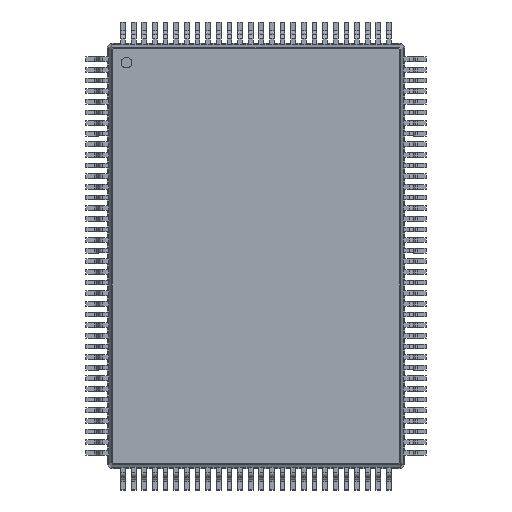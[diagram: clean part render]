
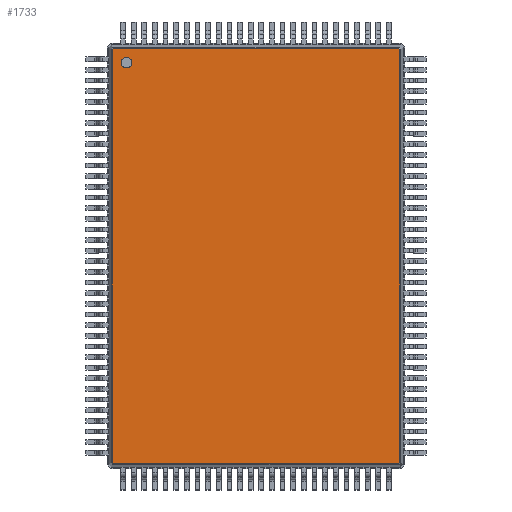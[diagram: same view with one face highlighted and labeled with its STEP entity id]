
A CAD part, top view. The second image highlights one B-rep face of the part: STEP entity #1733.
In plain terms, the highlighted planar face has unit normal (0, 0, 1).
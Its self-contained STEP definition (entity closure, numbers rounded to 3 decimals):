
#13=DIRECTION('',(0.,0.,1.));
#43=CARTESIAN_POINT('',(-6.718,9.787,1.5));
#289=VERTEX_POINT('',#290);
#290=CARTESIAN_POINT('',(-6.702,9.746,1.5));
#307=EDGE_CURVE('',#289,#308,#310,.T.);
#308=VERTEX_POINT('',#309);
#309=CARTESIAN_POINT('',(6.702,9.746,1.5));
#310=B_SPLINE_CURVE_WITH_KNOTS('',2,(#311,#312,#313,#314,#315),.UNSPECIFIED.,.F.,.F.,(3,1,1,3),(-0.698,-0.04,13.477,14.135),.UNSPECIFIED.);
#311=CARTESIAN_POINT('',(-7.417,9.746,1.5));
#312=CARTESIAN_POINT('',(-7.088,9.746,1.5));
#313=CARTESIAN_POINT('',(0.,9.746,1.5));
#314=CARTESIAN_POINT('',(7.088,9.746,1.5));
#315=CARTESIAN_POINT('',(7.417,9.746,1.5));
#1312=DIRECTION('',(0.,-1.,0.));
#1675=EDGE_CURVE('',#308,#1676,#1678,.T.);
#1676=VERTEX_POINT('',#1677);
#1677=CARTESIAN_POINT('',(6.746,9.702,1.5));
#1678=B_SPLINE_CURVE_WITH_KNOTS('',2,(#1679,#1680,#1681,#1682,#1683),.UNSPECIFIED.,.F.,.F.,(3,1,1,3),(-0.345,-0.04,0.137,0.441),.UNSPECIFIED.);
#1679=CARTESIAN_POINT('',(6.446,10.002,1.5));
#1680=CARTESIAN_POINT('',(6.554,9.895,1.5));
#1681=CARTESIAN_POINT('',(6.724,9.724,1.5));
#1682=CARTESIAN_POINT('',(6.895,9.554,1.5));
#1683=CARTESIAN_POINT('',(7.002,9.446,1.5));
#1706=VERTEX_POINT('',#1707);
#1707=CARTESIAN_POINT('',(-6.746,9.702,1.5));
#1719=EDGE_CURVE('',#1706,#289,#1720,.T.);
#1720=B_SPLINE_CURVE_WITH_KNOTS('',2,(#1721,#1722,#1723,#1724,#1725),.UNSPECIFIED.,.F.,.F.,(3,1,1,3),(-0.345,-0.04,0.137,0.441),.UNSPECIFIED.);
#1721=CARTESIAN_POINT('',(-7.002,9.446,1.5));
#1722=CARTESIAN_POINT('',(-6.895,9.554,1.5));
#1723=CARTESIAN_POINT('',(-6.724,9.724,1.5));
#1724=CARTESIAN_POINT('',(-6.554,9.895,1.5));
#1725=CARTESIAN_POINT('',(-6.446,10.002,1.5));
#1733=ADVANCED_FACE('',(#1734,#1787),#1797,.T.);
#1734=FACE_BOUND('',#1735,.T.);
#1735=EDGE_LOOP('',(#1736,#1737,#1738,#1748,#1758,#1768,#1778,#1786));
#1736=ORIENTED_EDGE('',*,*,#307,.F.);
#1737=ORIENTED_EDGE('',*,*,#1719,.F.);
#1738=ORIENTED_EDGE('',*,*,#1739,.F.);
#1739=EDGE_CURVE('',#1740,#1706,#1742,.T.);
#1740=VERTEX_POINT('',#1741);
#1741=CARTESIAN_POINT('',(-6.746,-9.702,1.5));
#1742=B_SPLINE_CURVE_WITH_KNOTS('',2,(#1743,#1744,#1745,#1746,#1747),.UNSPECIFIED.,.F.,.F.,(3,1,1,3),(-0.992,-0.04,19.477,20.429),.UNSPECIFIED.);
#1743=CARTESIAN_POINT('',(-6.746,-10.711,1.5));
#1744=CARTESIAN_POINT('',(-6.746,-10.235,1.5));
#1745=CARTESIAN_POINT('',(-6.746,0.,1.5));
#1746=CARTESIAN_POINT('',(-6.746,10.235,1.5));
#1747=CARTESIAN_POINT('',(-6.746,10.711,1.5));
#1748=ORIENTED_EDGE('',*,*,#1749,.F.);
#1749=EDGE_CURVE('',#1750,#1740,#1752,.T.);
#1750=VERTEX_POINT('',#1751);
#1751=CARTESIAN_POINT('',(-6.702,-9.746,1.5));
#1752=B_SPLINE_CURVE_WITH_KNOTS('',2,(#1753,#1754,#1755,#1756,#1757),.UNSPECIFIED.,.F.,.F.,(3,1,1,3),(-0.345,-0.04,0.137,0.441),.UNSPECIFIED.);
#1753=CARTESIAN_POINT('',(-6.446,-10.002,1.5));
#1754=CARTESIAN_POINT('',(-6.554,-9.895,1.5));
#1755=CARTESIAN_POINT('',(-6.724,-9.724,1.5));
#1756=CARTESIAN_POINT('',(-6.895,-9.554,1.5));
#1757=CARTESIAN_POINT('',(-7.002,-9.446,1.5));
#1758=ORIENTED_EDGE('',*,*,#1759,.F.);
#1759=EDGE_CURVE('',#1760,#1750,#1762,.T.);
#1760=VERTEX_POINT('',#1761);
#1761=CARTESIAN_POINT('',(6.702,-9.746,1.5));
#1762=B_SPLINE_CURVE_WITH_KNOTS('',2,(#1763,#1764,#1765,#1766,#1767),.UNSPECIFIED.,.F.,.F.,(3,1,1,3),(-0.698,-0.04,13.477,14.135),.UNSPECIFIED.);
#1763=CARTESIAN_POINT('',(7.417,-9.746,1.5));
#1764=CARTESIAN_POINT('',(7.088,-9.746,1.5));
#1765=CARTESIAN_POINT('',(0.,-9.746,1.5));
#1766=CARTESIAN_POINT('',(-7.088,-9.746,1.5));
#1767=CARTESIAN_POINT('',(-7.417,-9.746,1.5));
#1768=ORIENTED_EDGE('',*,*,#1769,.F.);
#1769=EDGE_CURVE('',#1770,#1760,#1772,.T.);
#1770=VERTEX_POINT('',#1771);
#1771=CARTESIAN_POINT('',(6.746,-9.702,1.5));
#1772=B_SPLINE_CURVE_WITH_KNOTS('',2,(#1773,#1774,#1775,#1776,#1777),.UNSPECIFIED.,.F.,.F.,(3,1,1,3),(-0.345,-0.04,0.137,0.441),.UNSPECIFIED.);
#1773=CARTESIAN_POINT('',(7.002,-9.446,1.5));
#1774=CARTESIAN_POINT('',(6.895,-9.554,1.5));
#1775=CARTESIAN_POINT('',(6.724,-9.724,1.5));
#1776=CARTESIAN_POINT('',(6.554,-9.895,1.5));
#1777=CARTESIAN_POINT('',(6.446,-10.002,1.5));
#1778=ORIENTED_EDGE('',*,*,#1779,.F.);
#1779=EDGE_CURVE('',#1676,#1770,#1780,.T.);
#1780=B_SPLINE_CURVE_WITH_KNOTS('',2,(#1781,#1782,#1783,#1784,#1785),.UNSPECIFIED.,.F.,.F.,(3,1,1,3),(-0.992,-0.04,19.477,20.429),.UNSPECIFIED.);
#1781=CARTESIAN_POINT('',(6.746,10.711,1.5));
#1782=CARTESIAN_POINT('',(6.746,10.235,1.5));
#1783=CARTESIAN_POINT('',(6.746,0.,1.5));
#1784=CARTESIAN_POINT('',(6.746,-10.235,1.5));
#1785=CARTESIAN_POINT('',(6.746,-10.711,1.5));
#1786=ORIENTED_EDGE('',*,*,#1675,.F.);
#1787=FACE_BOUND('',#1788,.T.);
#1788=EDGE_LOOP('',(#1789));
#1789=ORIENTED_EDGE('',*,*,#1790,.T.);
#1790=EDGE_CURVE('',#1791,#1791,#1793,.T.);
#1791=VERTEX_POINT('',#1792);
#1792=CARTESIAN_POINT('',(-6.087,8.837,1.5));
#1793=CIRCLE('',#1794,0.25);
#1794=AXIS2_PLACEMENT_3D('',#1795,#1796,#1312);
#1795=CARTESIAN_POINT('',(-6.087,9.087,1.5));
#1796=DIRECTION('',(0.,-0.,-1.));
#1797=PLANE('',#1798);
#1798=AXIS2_PLACEMENT_3D('',#43,#13,#1799);
#1799=DIRECTION('',(0.566,-0.824,0.));
